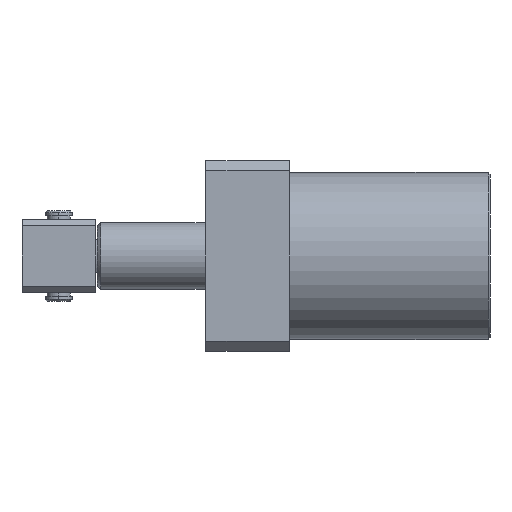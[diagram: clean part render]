
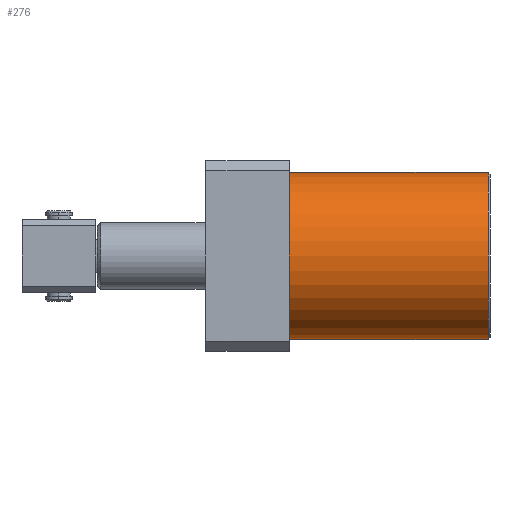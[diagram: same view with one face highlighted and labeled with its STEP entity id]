
A CAD part, left-side view. The second image highlights one B-rep face of the part: STEP entity #276.
In plain terms, the highlighted cylindrical face has radius 25 mm (diameter 50 mm), a partial arc.
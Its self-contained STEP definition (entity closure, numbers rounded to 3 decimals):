
#276 = ADVANCED_FACE ( 'NONE', ( #1444 ), #1455, .T. ) ;
#1284 = CARTESIAN_POINT ( 'NONE',  ( 0., 60., 0. ) ) ;
#1285 = DIRECTION ( 'NONE',  ( 0., 1., 0. ) ) ;
#1286 = DIRECTION ( 'NONE',  ( 0., 0., 1. ) ) ;
#1297 = CARTESIAN_POINT ( 'NONE',  ( 0., 0.5, 0. ) ) ;
#1298 = DIRECTION ( 'NONE',  ( 0., 1., 0. ) ) ;
#1299 = DIRECTION ( 'NONE',  ( 0., 0., 1. ) ) ;
#1444 = FACE_OUTER_BOUND ( 'NONE', #4279, .T. ) ;
#1455 = CYLINDRICAL_SURFACE ( 'NONE', #5844, 25. ) ;
#1897 = CIRCLE ( 'NONE', #5165, 25. ) ;
#1908 = CIRCLE ( 'NONE', #5167, 25. ) ;
#2657 = VERTEX_POINT ( 'NONE', #5618 ) ;
#2689 = VERTEX_POINT ( 'NONE', #7170 ) ;
#2707 = VERTEX_POINT ( 'NONE', #7163 ) ;
#2708 = VERTEX_POINT ( 'NONE', #7158 ) ;
#3948 = CARTESIAN_POINT ( 'NONE',  ( 0., 60., -25. ) ) ;
#3949 = DIRECTION ( 'NONE',  ( 0., -1., 0. ) ) ;
#3950 = CARTESIAN_POINT ( 'NONE',  ( 0., 60., 25. ) ) ;
#3951 = DIRECTION ( 'NONE',  ( 0., -1., 0. ) ) ;
#4279 = EDGE_LOOP ( 'NONE', ( #7205, #5380, #5288, #5274 ) ) ;
#5165 = AXIS2_PLACEMENT_3D ( 'NONE', #1284, #1285, #1286 ) ;
#5167 = AXIS2_PLACEMENT_3D ( 'NONE', #1297, #1298, #1299 ) ;
#5274 = ORIENTED_EDGE ( 'NONE', *, *, #5770, .T. ) ;
#5288 = ORIENTED_EDGE ( 'NONE', *, *, #6603, .T. ) ;
#5380 = ORIENTED_EDGE ( 'NONE', *, *, #5765, .F. ) ;
#5618 = CARTESIAN_POINT ( 'NONE',  ( 0., 0.5, 25. ) ) ;
#5765 = EDGE_CURVE ( 'NONE', #2689, #2707, #1897, .T. ) ;
#5770 = EDGE_CURVE ( 'NONE', #2708, #2657, #1908, .T. ) ;
#5844 = AXIS2_PLACEMENT_3D ( 'NONE', #5997, #5998, #6001 ) ;
#5997 = CARTESIAN_POINT ( 'NONE',  ( 0., 60., 0. ) ) ;
#5998 = DIRECTION ( 'NONE',  ( 0., -1., 0. ) ) ;
#6001 = DIRECTION ( 'NONE',  ( 0., 0., -1. ) ) ;
#6603 = EDGE_CURVE ( 'NONE', #2689, #2708, #7065, .T. ) ;
#6604 = EDGE_CURVE ( 'NONE', #2707, #2657, #7067, .T. ) ;
#7065 = LINE ( 'NONE', #3948, #7068 ) ;
#7067 = LINE ( 'NONE', #3950, #7070 ) ;
#7068 = VECTOR ( 'NONE', #3949, 1000. ) ;
#7070 = VECTOR ( 'NONE', #3951, 1000. ) ;
#7158 = CARTESIAN_POINT ( 'NONE',  ( 0., 0.5, -25. ) ) ;
#7163 = CARTESIAN_POINT ( 'NONE',  ( 0., 60., 25. ) ) ;
#7170 = CARTESIAN_POINT ( 'NONE',  ( 0., 60., -25. ) ) ;
#7205 = ORIENTED_EDGE ( 'NONE', *, *, #6604, .F. ) ;
